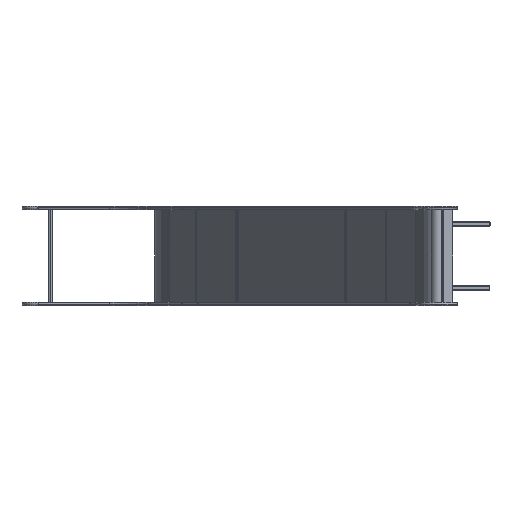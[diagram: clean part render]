
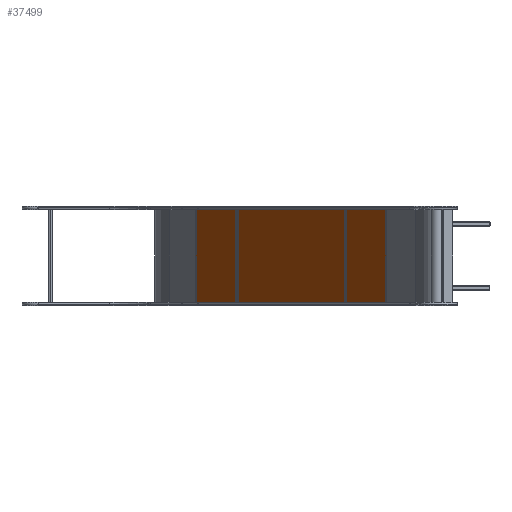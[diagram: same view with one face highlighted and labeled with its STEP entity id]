
A CAD part, left-side view. The second image highlights one B-rep face of the part: STEP entity #37499.
In plain terms, the highlighted face is planar.
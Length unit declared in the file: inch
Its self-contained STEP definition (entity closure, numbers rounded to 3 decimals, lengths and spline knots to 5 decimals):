
#79 = CARTESIAN_POINT ( 'NONE',  ( -14.8622, 0., -59.91236 ) ) ;
#805 = EDGE_CURVE ( 'NONE', #7781, #4745, #8109, .T. ) ;
#3378 = LINE ( 'NONE', #79, #18327 ) ;
#4509 = FACE_OUTER_BOUND ( 'NONE', #13237, .T. ) ;
#4711 = CARTESIAN_POINT ( 'NONE',  ( 14.91236, 0., -59.8622 ) ) ;
#4745 = VERTEX_POINT ( 'NONE', #18036 ) ;
#5397 = DIRECTION ( 'NONE',  ( 0., 0., -1. ) ) ;
#7630 = DIRECTION ( 'NONE',  ( 0., 0., 1. ) ) ;
#7781 = VERTEX_POINT ( 'NONE', #11980 ) ;
#8109 = LINE ( 'NONE', #19969, #10755 ) ;
#8337 = EDGE_CURVE ( 'NONE', #4745, #31860, #37539, .T. ) ;
#10525 = DIRECTION ( 'NONE',  ( 0., 1., 0. ) ) ;
#10755 = VECTOR ( 'NONE', #5397, 39.37008 ) ;
#11191 = EDGE_CURVE ( 'NONE', #31860, #14321, #3378, .T. ) ;
#11931 = DIRECTION ( 'NONE',  ( 0., 0., 1. ) ) ;
#11980 = CARTESIAN_POINT ( 'NONE',  ( 14.8622, 0., 59.8622 ) ) ;
#13237 = EDGE_LOOP ( 'NONE', ( #31151, #15882, #38393, #16939 ) ) ;
#14321 = VERTEX_POINT ( 'NONE', #15141 ) ;
#14874 = CARTESIAN_POINT ( 'NONE',  ( -14.8622, 0., -59.8622 ) ) ;
#15141 = CARTESIAN_POINT ( 'NONE',  ( -14.8622, 0., 59.8622 ) ) ;
#15811 = EDGE_CURVE ( 'NONE', #14321, #7781, #16635, .T. ) ;
#15882 = ORIENTED_EDGE ( 'NONE', *, *, #15811, .T. ) ;
#16255 = DIRECTION ( 'NONE',  ( 1., 0., 0. ) ) ;
#16569 = DIRECTION ( 'NONE',  ( -1., 0., 0. ) ) ;
#16635 = LINE ( 'NONE', #34104, #32012 ) ;
#16939 = ORIENTED_EDGE ( 'NONE', *, *, #8337, .T. ) ;
#18036 = CARTESIAN_POINT ( 'NONE',  ( 14.8622, 0., -59.8622 ) ) ;
#18327 = VECTOR ( 'NONE', #11931, 39.37008 ) ;
#19969 = CARTESIAN_POINT ( 'NONE',  ( 14.8622, 0., 59.91236 ) ) ;
#21613 = CARTESIAN_POINT ( 'NONE',  ( 0., 0., 0. ) ) ;
#31151 = ORIENTED_EDGE ( 'NONE', *, *, #11191, .T. ) ;
#31860 = VERTEX_POINT ( 'NONE', #14874 ) ;
#32012 = VECTOR ( 'NONE', #16255, 39.37008 ) ;
#34104 = CARTESIAN_POINT ( 'NONE',  ( -14.91236, 0., 59.8622 ) ) ;
#34833 = VECTOR ( 'NONE', #16569, 39.37008 ) ;
#36272 = AXIS2_PLACEMENT_3D ( 'NONE', #21613, #10525, #7630 ) ;
#37141 = PLANE ( 'NONE',  #36272 ) ;
#37499 = ADVANCED_FACE ( 'NONE', ( #4509 ), #37141, .T. ) ;
#37539 = LINE ( 'NONE', #4711, #34833 ) ;
#38393 = ORIENTED_EDGE ( 'NONE', *, *, #805, .T. ) ;
